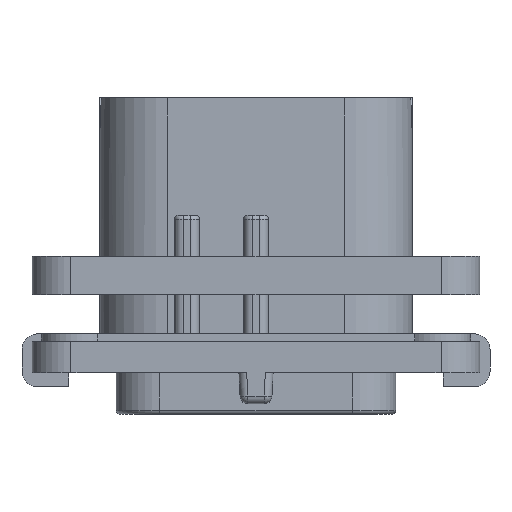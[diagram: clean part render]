
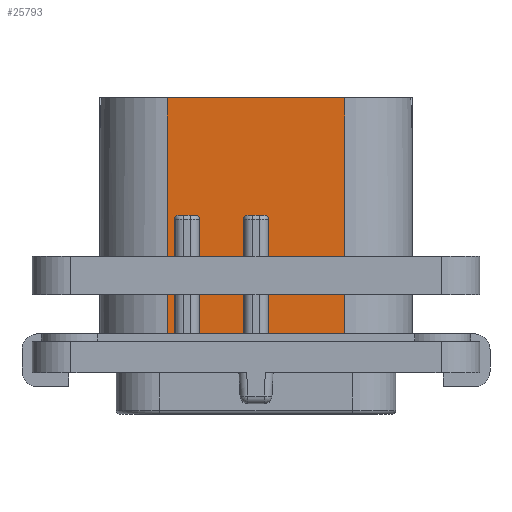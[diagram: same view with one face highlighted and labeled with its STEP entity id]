
A CAD part, front view. The second image highlights one B-rep face of the part: STEP entity #25793.
In plain terms, the highlighted planar face has unit normal (0, -1, 0).
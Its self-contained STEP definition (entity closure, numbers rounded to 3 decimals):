
#1176=DIRECTION('',(1.,0.,0.));
#1177=VECTOR('',#1176,11.4);
#1178=CARTESIAN_POINT('',(-5.7,-9.,17.67));
#1179=LINE('',#1178,#1177);
#5118=DIRECTION('',(1.,0.,0.));
#5119=VECTOR('',#5118,0.45);
#5120=CARTESIAN_POINT('',(-5.7,-9.,2.));
#5121=LINE('',#5120,#5119);
#5130=CARTESIAN_POINT('',(-5.,-9.,9.87));
#5131=DIRECTION('',(0.,1.,0.));
#5132=DIRECTION('',(-1.,0.,0.));
#5133=AXIS2_PLACEMENT_3D('',#5130,#5131,#5132);
#5162=CARTESIAN_POINT('',(-3.9,-9.,9.87));
#5163=DIRECTION('',(0.,1.,0.));
#5164=DIRECTION('',(0.,0.,1.));
#5165=AXIS2_PLACEMENT_3D('',#5162,#5163,#5164);
#5175=DIRECTION('',(0.,0.,1.));
#5176=VECTOR('',#5175,7.87);
#5177=CARTESIAN_POINT('',(0.8,-9.,2.));
#5178=LINE('',#5177,#5176);
#5179=DIRECTION('',(1.,0.,0.));
#5180=VECTOR('',#5179,1.1);
#5181=CARTESIAN_POINT('',(-0.55,-9.,10.12));
#5182=LINE('',#5181,#5180);
#5183=DIRECTION('',(0.,0.,1.));
#5184=VECTOR('',#5183,7.87);
#5185=CARTESIAN_POINT('',(-0.8,-9.,2.));
#5186=LINE('',#5185,#5184);
#5187=DIRECTION('',(0.,0.,1.));
#5188=VECTOR('',#5187,7.87);
#5189=CARTESIAN_POINT('',(-3.65,-9.,2.));
#5190=LINE('',#5189,#5188);
#5191=DIRECTION('',(1.,0.,0.));
#5192=VECTOR('',#5191,1.1);
#5193=CARTESIAN_POINT('',(-5.,-9.,10.12));
#5194=LINE('',#5193,#5192);
#5195=DIRECTION('',(0.,0.,1.));
#5196=VECTOR('',#5195,7.87);
#5197=CARTESIAN_POINT('',(-5.25,-9.,2.));
#5198=LINE('',#5197,#5196);
#5199=DIRECTION('',(0.,0.,-1.));
#5200=VECTOR('',#5199,15.67);
#5201=CARTESIAN_POINT('',(-5.7,-9.,17.67));
#5202=LINE('',#5201,#5200);
#5203=DIRECTION('',(0.,0.,-1.));
#5204=VECTOR('',#5203,15.67);
#5205=CARTESIAN_POINT('',(5.7,-9.,17.67));
#5206=LINE('',#5205,#5204);
#5220=CARTESIAN_POINT('',(0.55,-9.,9.87));
#5221=DIRECTION('',(0.,1.,0.));
#5222=DIRECTION('',(0.,0.,1.));
#5223=AXIS2_PLACEMENT_3D('',#5220,#5221,#5222);
#5262=CARTESIAN_POINT('',(-0.55,-9.,9.87));
#5263=DIRECTION('',(0.,1.,0.));
#5264=DIRECTION('',(-1.,0.,0.));
#5265=AXIS2_PLACEMENT_3D('',#5262,#5263,#5264);
#5353=DIRECTION('',(1.,0.,0.));
#5354=VECTOR('',#5353,4.9);
#5355=CARTESIAN_POINT('',(0.8,-9.,2.));
#5356=LINE('',#5355,#5354);
#9100=DIRECTION('',(1.,0.,0.));
#9101=VECTOR('',#9100,2.85);
#9102=CARTESIAN_POINT('',(-3.65,-9.,2.));
#9103=LINE('',#9102,#9101);
#16043=CARTESIAN_POINT('',(-5.7,-9.,17.67));
#16044=CARTESIAN_POINT('',(-5.7,-9.,2.));
#16045=VERTEX_POINT('',#16043);
#16046=VERTEX_POINT('',#16044);
#16047=CARTESIAN_POINT('',(5.7,-9.,17.67));
#16048=CARTESIAN_POINT('',(5.7,-9.,2.));
#16049=VERTEX_POINT('',#16047);
#16050=VERTEX_POINT('',#16048);
#16205=CARTESIAN_POINT('',(-5.25,-9.,2.));
#16206=VERTEX_POINT('',#16205);
#16207=CARTESIAN_POINT('',(-3.65,-9.,2.));
#16208=CARTESIAN_POINT('',(-0.8,-9.,2.));
#16209=VERTEX_POINT('',#16207);
#16210=VERTEX_POINT('',#16208);
#16211=CARTESIAN_POINT('',(0.8,-9.,2.));
#16212=VERTEX_POINT('',#16211);
#18658=CARTESIAN_POINT('',(-3.65,-9.,9.87));
#18660=VERTEX_POINT('',#18658);
#18662=CARTESIAN_POINT('',(-3.9,-9.,10.12));
#18664=VERTEX_POINT('',#18662);
#18685=CARTESIAN_POINT('',(-5.,-9.,10.12));
#18686=VERTEX_POINT('',#18685);
#18687=CARTESIAN_POINT('',(-5.25,-9.,9.87));
#18688=VERTEX_POINT('',#18687);
#18690=CARTESIAN_POINT('',(0.8,-9.,9.87));
#18692=VERTEX_POINT('',#18690);
#18694=CARTESIAN_POINT('',(0.55,-9.,10.12));
#18696=VERTEX_POINT('',#18694);
#18697=CARTESIAN_POINT('',(-0.55,-9.,10.12));
#18699=VERTEX_POINT('',#18697);
#18701=CARTESIAN_POINT('',(-0.8,-9.,9.87));
#18703=VERTEX_POINT('',#18701);
#25763=CARTESIAN_POINT('',(-10.05,-9.,2.));
#25764=DIRECTION('',(0.,-1.,0.));
#25765=DIRECTION('',(1.,0.,0.));
#25766=AXIS2_PLACEMENT_3D('',#25763,#25764,#25765);
#25767=PLANE('',#25766);
#25769=ORIENTED_EDGE('',*,*,#25768,.T.);
#25771=ORIENTED_EDGE('',*,*,#25770,.F.);
#25773=ORIENTED_EDGE('',*,*,#25772,.F.);
#25775=ORIENTED_EDGE('',*,*,#25774,.F.);
#25777=ORIENTED_EDGE('',*,*,#25776,.F.);
#25779=ORIENTED_EDGE('',*,*,#25778,.F.);
#25780=ORIENTED_EDGE('',*,*,#25754,.T.);
#25781=ORIENTED_EDGE('',*,*,#25743,.F.);
#25782=ORIENTED_EDGE('',*,*,#25728,.F.);
#25783=ORIENTED_EDGE('',*,*,#25709,.F.);
#25784=ORIENTED_EDGE('',*,*,#25694,.F.);
#25785=ORIENTED_EDGE('',*,*,#25679,.F.);
#25786=ORIENTED_EDGE('',*,*,#20118,.F.);
#25787=ORIENTED_EDGE('',*,*,#20303,.T.);
#25788=ORIENTED_EDGE('',*,*,#20561,.T.);
#25790=ORIENTED_EDGE('',*,*,#25789,.F.);
#25791=EDGE_LOOP('',(#25769,#25771,#25773,#25775,#25777,#25779,#25780,#25781,
#25782,#25783,#25784,#25785,#25786,#25787,#25788,#25790));
#25792=FACE_OUTER_BOUND('',#25791,.F.);
#25793=ADVANCED_FACE('',(#25792),#25767,.T.);
#5134=CIRCLE('',#5133,0.25);
#5166=CIRCLE('',#5165,0.25);
#5224=CIRCLE('',#5223,0.25);
#5266=CIRCLE('',#5265,0.25);
#20118=EDGE_CURVE('',#16045,#16046,#5202,.T.);
#20303=EDGE_CURVE('',#16045,#16049,#1179,.T.);
#20561=EDGE_CURVE('',#16049,#16050,#5206,.T.);
#25679=EDGE_CURVE('',#16046,#16206,#5121,.T.);
#25694=EDGE_CURVE('',#16206,#18688,#5198,.T.);
#25709=EDGE_CURVE('',#18688,#18686,#5134,.T.);
#25728=EDGE_CURVE('',#18686,#18664,#5194,.T.);
#25743=EDGE_CURVE('',#18664,#18660,#5166,.T.);
#25754=EDGE_CURVE('',#16209,#18660,#5190,.T.);
#25768=EDGE_CURVE('',#16212,#18692,#5178,.T.);
#25770=EDGE_CURVE('',#18696,#18692,#5224,.T.);
#25772=EDGE_CURVE('',#18699,#18696,#5182,.T.);
#25774=EDGE_CURVE('',#18703,#18699,#5266,.T.);
#25776=EDGE_CURVE('',#16210,#18703,#5186,.T.);
#25778=EDGE_CURVE('',#16209,#16210,#9103,.T.);
#25789=EDGE_CURVE('',#16212,#16050,#5356,.T.);
